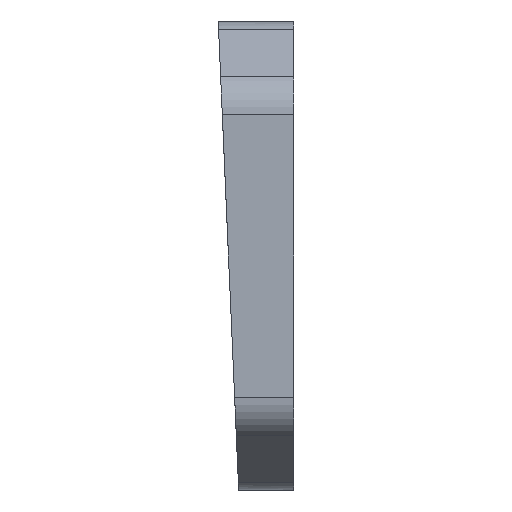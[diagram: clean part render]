
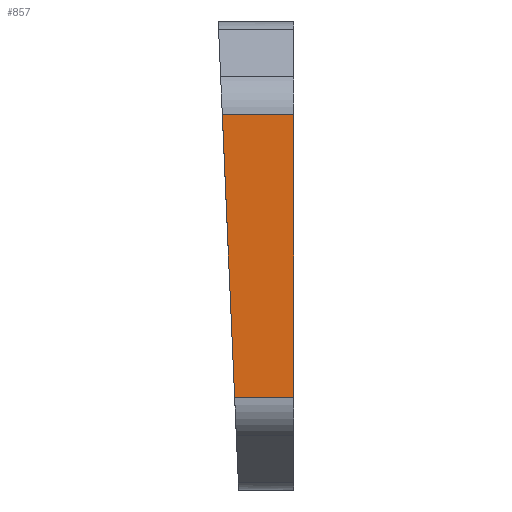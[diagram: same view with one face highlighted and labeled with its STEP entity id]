
A CAD part, left-side view. The second image highlights one B-rep face of the part: STEP entity #857.
In plain terms, the highlighted planar face has unit normal (-1, 0, 0).
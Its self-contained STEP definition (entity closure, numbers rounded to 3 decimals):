
#91=FACE_OUTER_BOUND('',#143,.T.);
#143=EDGE_LOOP('',(#745,#746,#747,#748));
#162=LINE('',#1238,#247);
#224=LINE('',#1419,#309);
#228=LINE('',#1442,#313);
#229=LINE('',#1443,#314);
#247=VECTOR('',#984,10.);
#309=VECTOR('',#1142,10.);
#313=VECTOR('',#1174,10.);
#314=VECTOR('',#1175,10.);
#356=VERTEX_POINT('',#1235);
#357=VERTEX_POINT('',#1237);
#427=VERTEX_POINT('',#1416);
#428=VERTEX_POINT('',#1418);
#441=EDGE_CURVE('',#356,#357,#162,.T.);
#531=EDGE_CURVE('',#428,#427,#224,.T.);
#543=EDGE_CURVE('',#428,#356,#228,.T.);
#544=EDGE_CURVE('',#357,#427,#229,.T.);
#745=ORIENTED_EDGE('',*,*,#543,.F.);
#746=ORIENTED_EDGE('',*,*,#531,.T.);
#747=ORIENTED_EDGE('',*,*,#544,.F.);
#748=ORIENTED_EDGE('',*,*,#441,.F.);
#823=PLANE('',#953);
#857=ADVANCED_FACE('',(#91),#823,.T.);
#953=AXIS2_PLACEMENT_3D('',#1441,#1172,#1173);
#984=DIRECTION('',(0.,0.044,0.999));
#1142=DIRECTION('',(0.,0.,1.));
#1172=DIRECTION('center_axis',(-1.,0.,0.));
#1173=DIRECTION('ref_axis',(0.,0.,1.));
#1174=DIRECTION('',(0.,1.,0.));
#1175=DIRECTION('',(0.,-1.,0.));
#1235=CARTESIAN_POINT('',(-36.5,7.829,-18.724));
#1237=CARTESIAN_POINT('',(-36.5,9.464,18.724));
#1238=CARTESIAN_POINT('',(-36.5,7.963,-15.644));
#1416=CARTESIAN_POINT('',(-36.5,0.,18.724));
#1418=CARTESIAN_POINT('',(-36.5,0.,-18.724));
#1419=CARTESIAN_POINT('',(-36.5,0.,-31.));
#1441=CARTESIAN_POINT('Origin',(-36.5,0.,-31.));
#1442=CARTESIAN_POINT('',(-36.5,5.,-18.724));
#1443=CARTESIAN_POINT('',(-36.5,5.,18.724));
